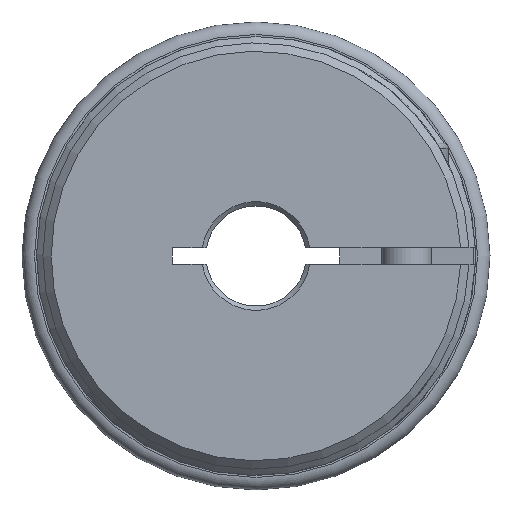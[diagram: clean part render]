
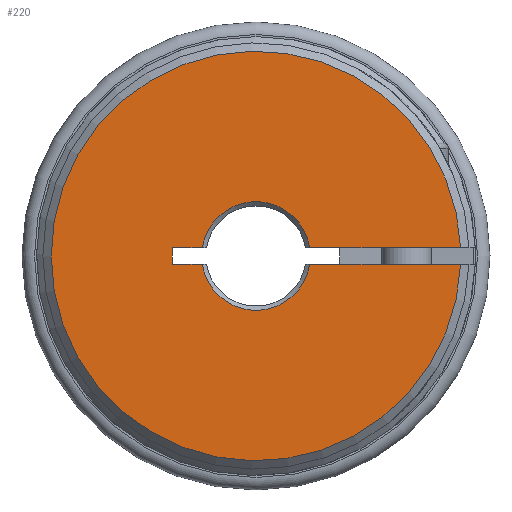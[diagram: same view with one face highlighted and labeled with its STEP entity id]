
A CAD part, left-side view. The second image highlights one B-rep face of the part: STEP entity #220.
In plain terms, the highlighted planar face has unit normal (-1, 0, 0).
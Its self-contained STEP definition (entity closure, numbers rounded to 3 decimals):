
#220 = ADVANCED_FACE( '', ( #523 ), #524, .T. );
#523 = FACE_OUTER_BOUND( '', #926, .T. );
#524 = PLANE( '', #927 );
#926 = EDGE_LOOP( '', ( #1490, #1491, #1492, #1493, #1494, #1495, #1496, #1497 ) );
#927 = AXIS2_PLACEMENT_3D( '', #1498, #1499, #1500 );
#1490 = ORIENTED_EDGE( '', *, *, #2210, .F. );
#1491 = ORIENTED_EDGE( '', *, *, #2211, .T. );
#1492 = ORIENTED_EDGE( '', *, *, #2212, .F. );
#1493 = ORIENTED_EDGE( '', *, *, #2157, .F. );
#1494 = ORIENTED_EDGE( '', *, *, #2213, .F. );
#1495 = ORIENTED_EDGE( '', *, *, #2214, .T. );
#1496 = ORIENTED_EDGE( '', *, *, #2052, .F. );
#1497 = ORIENTED_EDGE( '', *, *, #2071, .F. );
#1498 = CARTESIAN_POINT( '', ( -15.5, 0., 5. ) );
#1499 = DIRECTION( '', ( -1., 0., 0. ) );
#1500 = DIRECTION( '', ( 0., 1., 0. ) );
#2052 = EDGE_CURVE( '', #2380, #2381, #2382, .T. );
#2071 = EDGE_CURVE( '', #2413, #2380, #2414, .T. );
#2157 = EDGE_CURVE( '', #2557, #2553, #2559, .T. );
#2210 = EDGE_CURVE( '', #2638, #2413, #2639, .T. );
#2211 = EDGE_CURVE( '', #2638, #2640, #2641, .T. );
#2212 = EDGE_CURVE( '', #2553, #2640, #2642, .T. );
#2213 = EDGE_CURVE( '', #2643, #2557, #2644, .T. );
#2214 = EDGE_CURVE( '', #2643, #2381, #2645, .T. );
#2380 = VERTEX_POINT( '', #2854 );
#2381 = VERTEX_POINT( '', #2855 );
#2382 = LINE( '', #2856, #2857 );
#2413 = VERTEX_POINT( '', #2891 );
#2414 = LINE( '', #2892, #2893 );
#2553 = VERTEX_POINT( '', #3188 );
#2557 = VERTEX_POINT( '', #3193 );
#2559 = CIRCLE( '', #3196, 24.5 );
#2638 = VERTEX_POINT( '', #3288 );
#2639 = LINE( '', #3289, #3290 );
#2640 = VERTEX_POINT( '', #3291 );
#2641 = CIRCLE( '', #3292, 6.5 );
#2642 = LINE( '', #3293, #3294 );
#2643 = VERTEX_POINT( '', #3295 );
#2644 = LINE( '', #3296, #3297 );
#2645 = CIRCLE( '', #3298, 6.5 );
#2854 = CARTESIAN_POINT( '', ( -15.5, 10., -1. ) );
#2855 = CARTESIAN_POINT( '', ( -15.5, 6.423, -1. ) );
#2856 = CARTESIAN_POINT( '', ( -15.5, 0., -1. ) );
#2857 = VECTOR( '', #3840, 1000. );
#2891 = CARTESIAN_POINT( '', ( -15.5, 10., 1. ) );
#2892 = CARTESIAN_POINT( '', ( -15.5, 10., 5. ) );
#2893 = VECTOR( '', #3874, 1000. );
#3188 = CARTESIAN_POINT( '', ( -15.5, -24.48, 1. ) );
#3193 = CARTESIAN_POINT( '', ( -15.5, -24.48, -1. ) );
#3196 = AXIS2_PLACEMENT_3D( '', #4005, #4006, #4007 );
#3288 = CARTESIAN_POINT( '', ( -15.5, 6.423, 1. ) );
#3289 = CARTESIAN_POINT( '', ( -15.5, 0., 1. ) );
#3290 = VECTOR( '', #4090, 1000. );
#3291 = CARTESIAN_POINT( '', ( -15.5, -6.423, 1. ) );
#3292 = AXIS2_PLACEMENT_3D( '', #4091, #4092, #4093 );
#3293 = CARTESIAN_POINT( '', ( -15.5, 0., 1. ) );
#3294 = VECTOR( '', #4094, 1000. );
#3295 = CARTESIAN_POINT( '', ( -15.5, -6.423, -1. ) );
#3296 = CARTESIAN_POINT( '', ( -15.5, 0., -1. ) );
#3297 = VECTOR( '', #4095, 1000. );
#3298 = AXIS2_PLACEMENT_3D( '', #4096, #4097, #4098 );
#3840 = DIRECTION( '', ( 0., -1., 0. ) );
#3874 = DIRECTION( '', ( 0., 0., -1. ) );
#4005 = CARTESIAN_POINT( '', ( -15.5, 0., 0. ) );
#4006 = DIRECTION( '', ( 1., 0., 0. ) );
#4007 = DIRECTION( '', ( 0., 0., 1. ) );
#4090 = DIRECTION( '', ( 0., 1., 0. ) );
#4091 = CARTESIAN_POINT( '', ( -15.5, 0., 0. ) );
#4092 = DIRECTION( '', ( 1., 0., 0. ) );
#4093 = DIRECTION( '', ( 0., -1., 0. ) );
#4094 = DIRECTION( '', ( 0., 1., 0. ) );
#4095 = DIRECTION( '', ( 0., -1., 0. ) );
#4096 = CARTESIAN_POINT( '', ( -15.5, 0., 0. ) );
#4097 = DIRECTION( '', ( 1., 0., 0. ) );
#4098 = DIRECTION( '', ( 0., -1., 0. ) );
